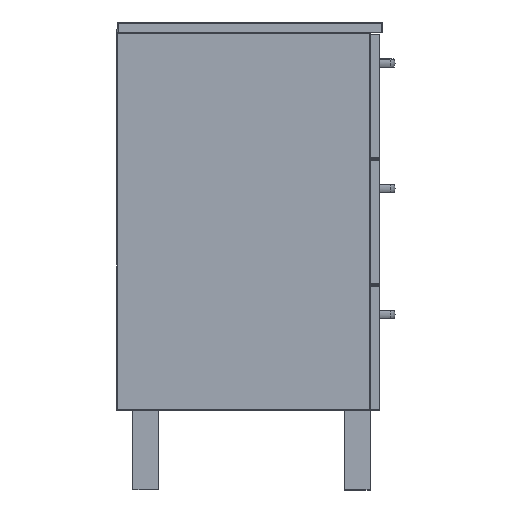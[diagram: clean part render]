
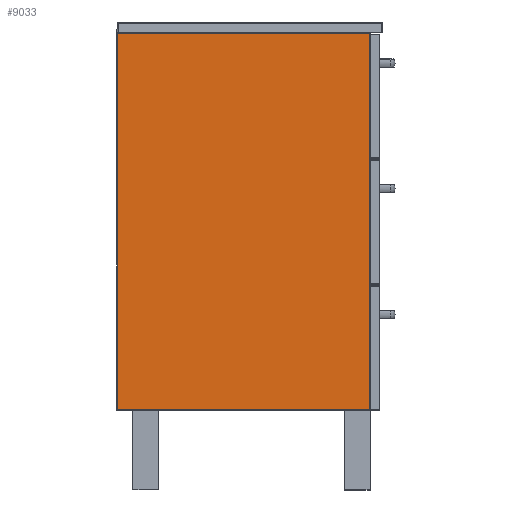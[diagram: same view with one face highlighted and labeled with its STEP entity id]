
A CAD part, left-side view. The second image highlights one B-rep face of the part: STEP entity #9033.
In plain terms, the highlighted planar face has unit normal (-1, 0, 0).
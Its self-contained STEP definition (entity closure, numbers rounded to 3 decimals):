
#962=FACE_OUTER_BOUND('',#1523,.T.);
#1523=EDGE_LOOP('',(#7497,#7498,#7499,#7500));
#2536=LINE('',#14386,#3526);
#2540=LINE('',#14394,#3530);
#2543=LINE('',#14400,#3533);
#2546=LINE('',#14405,#3536);
#3526=VECTOR('',#11746,1.);
#3530=VECTOR('',#11752,1.);
#3533=VECTOR('',#11757,1.);
#3536=VECTOR('',#11762,1.);
#4240=VERTEX_POINT('',#14384);
#4241=VERTEX_POINT('',#14385);
#4244=VERTEX_POINT('',#14393);
#4246=VERTEX_POINT('',#14399);
#5347=EDGE_CURVE('',#4240,#4241,#2536,.T.);
#5351=EDGE_CURVE('',#4244,#4240,#2540,.T.);
#5354=EDGE_CURVE('',#4246,#4244,#2543,.T.);
#5357=EDGE_CURVE('',#4241,#4246,#2546,.T.);
#7497=ORIENTED_EDGE('',*,*,#5347,.T.);
#7498=ORIENTED_EDGE('',*,*,#5357,.T.);
#7499=ORIENTED_EDGE('',*,*,#5354,.T.);
#7500=ORIENTED_EDGE('',*,*,#5351,.T.);
#8579=PLANE('',#9748);
#9033=ADVANCED_FACE('',(#962),#8579,.T.);
#9748=AXIS2_PLACEMENT_3D('',#14407,#11764,#11765);
#11746=DIRECTION('',(0.,-1.,0.));
#11752=DIRECTION('',(0.,0.,-1.));
#11757=DIRECTION('',(0.,1.,0.));
#11762=DIRECTION('',(0.,0.,1.));
#11764=DIRECTION('center_axis',(-1.,0.,0.));
#11765=DIRECTION('ref_axis',(0.,0.,1.));
#14384=CARTESIAN_POINT('',(1261.712,-1.,151.));
#14385=CARTESIAN_POINT('',(1261.712,-475.,151.));
#14386=CARTESIAN_POINT('',(1261.712,-119.5,151.));
#14393=CARTESIAN_POINT('',(1261.712,-1.,859.));
#14394=CARTESIAN_POINT('',(1261.712,-1.,682.));
#14399=CARTESIAN_POINT('',(1261.712,-475.,859.));
#14400=CARTESIAN_POINT('',(1261.712,-356.5,859.));
#14405=CARTESIAN_POINT('',(1261.712,-475.,328.));
#14407=CARTESIAN_POINT('Origin',(1261.712,-238.,505.));
